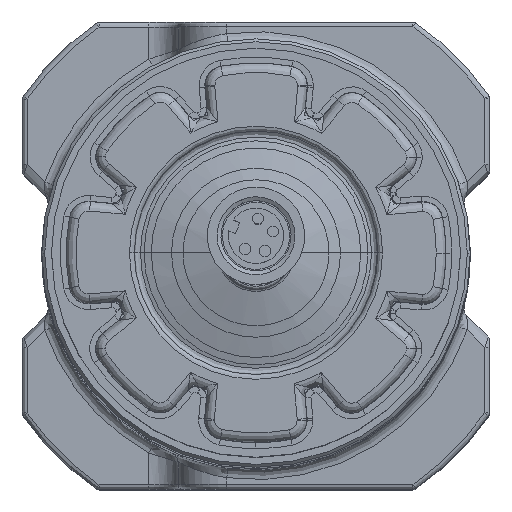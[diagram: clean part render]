
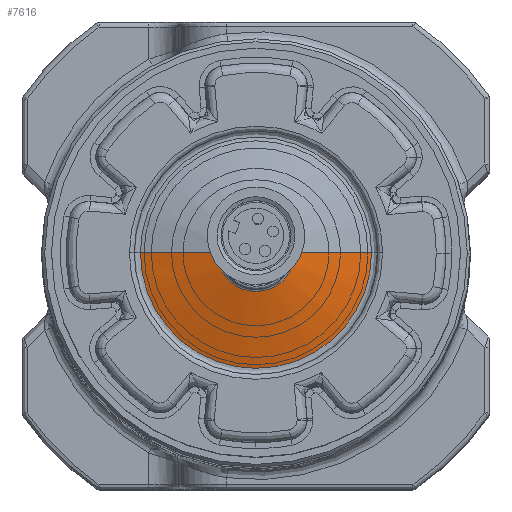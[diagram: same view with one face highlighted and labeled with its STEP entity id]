
A CAD part, top view. The second image highlights one B-rep face of the part: STEP entity #7616.
In plain terms, the highlighted conical face has half-angle 75 degrees and reference radius 3.75 mm.
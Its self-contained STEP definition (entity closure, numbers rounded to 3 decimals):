
#793 = DIRECTION ( 'NONE',  ( 0., 0., 1. ) ) ;
#1058 = AXIS2_PLACEMENT_3D ( 'NONE', #10006, #11741, #2187 ) ;
#1387 = CARTESIAN_POINT ( 'NONE',  ( 11.871, 0., 11.083 ) ) ;
#1873 = ORIENTED_EDGE ( 'NONE', *, *, #3477, .T. ) ;
#2187 = DIRECTION ( 'NONE',  ( -1., 0., 0. ) ) ;
#2250 = EDGE_CURVE ( 'NONE', #22705, #11482, #10380, .T. ) ;
#2606 = ORIENTED_EDGE ( 'NONE', *, *, #2250, .T. ) ;
#3477 = EDGE_CURVE ( 'NONE', #11482, #21982, #21509, .T. ) ;
#3878 = AXIS2_PLACEMENT_3D ( 'NONE', #23491, #793, #4496 ) ;
#3965 = ORIENTED_EDGE ( 'NONE', *, *, #16757, .T. ) ;
#3968 = VERTEX_POINT ( 'NONE', #19960 ) ;
#4384 = CARTESIAN_POINT ( 'NONE',  ( 3.972, 0., 13.2 ) ) ;
#4496 = DIRECTION ( 'NONE',  ( -1., 0., 0. ) ) ;
#5412 = EDGE_LOOP ( 'NONE', ( #2606, #1873, #3965, #17944 ) ) ;
#6429 = AXIS2_PLACEMENT_3D ( 'NONE', #17421, #20899, #11582 ) ;
#7616 = ADVANCED_FACE ( 'NONE', ( #11875 ), #12937, .T. ) ;
#8837 = CARTESIAN_POINT ( 'NONE',  ( -3.75, 0., 13.259 ) ) ;
#9039 = VECTOR ( 'NONE', #9104, 1000. ) ;
#9104 = DIRECTION ( 'NONE',  ( -0.966, 0., -0.259 ) ) ;
#10006 = CARTESIAN_POINT ( 'NONE',  ( 0., 0., 13.259 ) ) ;
#10380 = CIRCLE ( 'NONE', #6429, 3.972 ) ;
#11218 = CARTESIAN_POINT ( 'NONE',  ( -3.972, 0., 13.2 ) ) ;
#11482 = VERTEX_POINT ( 'NONE', #4384 ) ;
#11582 = DIRECTION ( 'NONE',  ( -1., 0., 0. ) ) ;
#11741 = DIRECTION ( 'NONE',  ( 0., 0., -1. ) ) ;
#11875 = FACE_OUTER_BOUND ( 'NONE', #5412, .T. ) ;
#12937 = CONICAL_SURFACE ( 'NONE', #1058, 3.75, 1.309 ) ;
#16757 = EDGE_CURVE ( 'NONE', #21982, #3968, #22525, .T. ) ;
#17421 = CARTESIAN_POINT ( 'NONE',  ( 0., 0., 13.2 ) ) ;
#17567 = VECTOR ( 'NONE', #17885, 1000. ) ;
#17769 = CARTESIAN_POINT ( 'NONE',  ( 3.75, 0., 13.259 ) ) ;
#17885 = DIRECTION ( 'NONE',  ( 0.966, 0., -0.259 ) ) ;
#17944 = ORIENTED_EDGE ( 'NONE', *, *, #23033, .F. ) ;
#19960 = CARTESIAN_POINT ( 'NONE',  ( -11.871, 0., 11.083 ) ) ;
#20899 = DIRECTION ( 'NONE',  ( 0., 0., -1. ) ) ;
#21509 = LINE ( 'NONE', #17769, #17567 ) ;
#21982 = VERTEX_POINT ( 'NONE', #1387 ) ;
#22367 = LINE ( 'NONE', #8837, #9039 ) ;
#22525 = CIRCLE ( 'NONE', #3878, 11.871 ) ;
#22705 = VERTEX_POINT ( 'NONE', #11218 ) ;
#23033 = EDGE_CURVE ( 'NONE', #22705, #3968, #22367, .T. ) ;
#23491 = CARTESIAN_POINT ( 'NONE',  ( 0., 0., 11.083 ) ) ;
